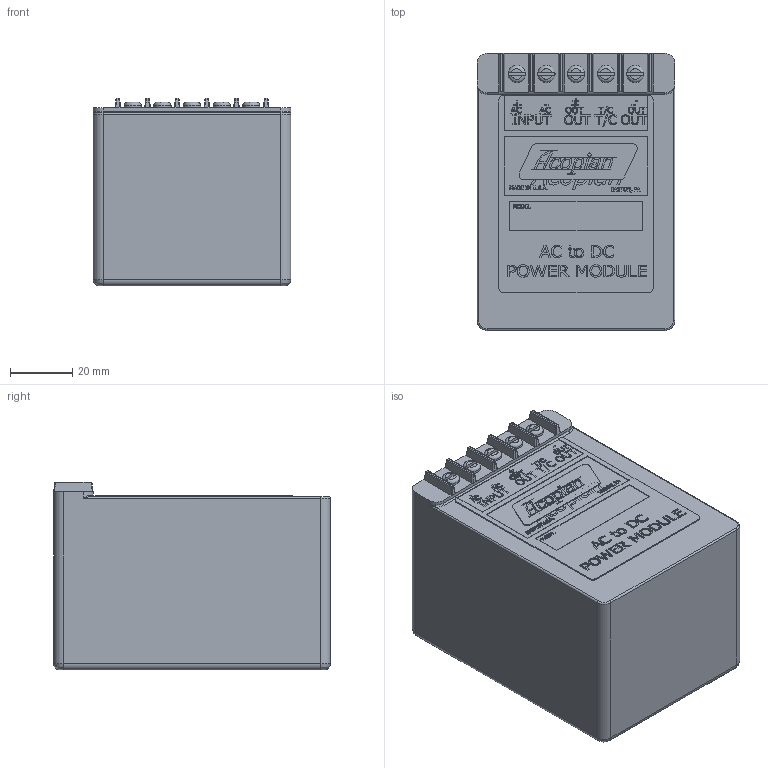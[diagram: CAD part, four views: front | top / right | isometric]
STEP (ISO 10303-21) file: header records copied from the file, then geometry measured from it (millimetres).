
FILE_DESCRIPTION((''),'2;1');
FILE_NAME('EB-20 6-6-12.stp','2012-06-06T16:03:58',('JCD'),('ENGINEERING'),'Autodesk Inventor 2013','Autodesk Inventor 2013','ACOPIAN TECHNICAL COMPANY');
FILE_SCHEMA(('AUTOMOTIVE_DESIGN { 1 0 10303 214 1 1 1 1 }'));
Length unit declared in the file: inch
Products named in the file (4): EBW-20.iam (EB); EB-20 BASE; Slotted Pan Head Machine Screw - Inch 4 - 40 x .25; decal mini
Assembly tree (7 placements, depth 2):
  EBW-20.iam (EB)
    EB-20 BASE
    Slotted Pan Head Machine Screw - Inch 4 - 40 x .25  x5
    decal mini
Bounding box: 63.5 x 88.9 x 60.33 mm (x, y, z)
Volume: 315536.1 mm3; surface area: 36665.9 mm2
Topology: 7 solids, 7 shells, 1480 faces, 3892 edges, 2531 vertices
Faces by surface type: plane 873, bspline 468, cylinder 92, sphere 24, cone 14, torus 9
Full cylindrical faces by diameter (mm): 2.159 x4, 2.642 x5, 2.845 x5, 5.563 x5
Entity records: 47752 total; most frequent: CARTESIAN_POINT 15242, ORIENTED_EDGE 7492, DIRECTION 4953, EDGE_CURVE 3746, VECTOR 2633, LINE 2633, VERTEX_POINT 2465, EDGE_LOOP 1586
